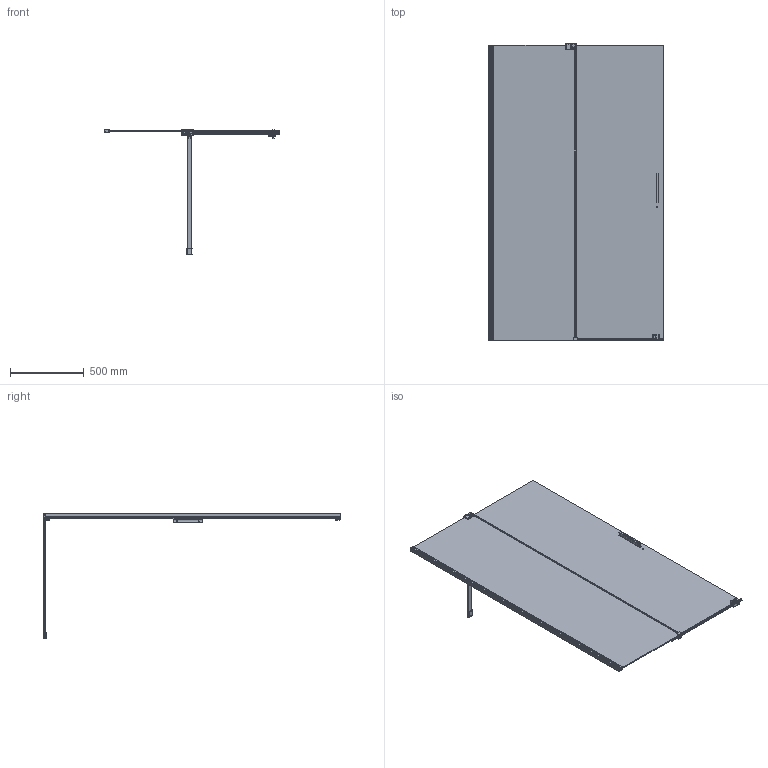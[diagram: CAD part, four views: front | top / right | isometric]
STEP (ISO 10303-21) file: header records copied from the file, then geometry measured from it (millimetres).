
FILE_DESCRIPTION (( 'STEP AP203' ), '1' );
FILE_NAME ('307-8Y1061.STEP', '2024-03-30T03:06:24', ( '' ), ( '' ), 'SwSTEP 2.0', 'SolidWorks 2015', '' );
FILE_SCHEMA (( 'CONFIG_CONTROL_DESIGN' ));
Length unit declared in the file: millimetre
Products named in the file (45): S8Y106102賑謫綴裔; W8Y106103痄雄賑輸裔啣; 狟 絳 寢8Y1061; 200臏磁踢嶺忒2党蜊; 307-8Y1061; 032-01; 錨璃25^ZZT8Y1061狟賑謫; 熬涾衡薜; 200臏磁踢嶺忒1党蜊; 菜えB; ZPT-200臏磁踢嶺忒党蜊; 苤粣創; 錨璃1^陔蚾饜极22; hexagon socket button head screws gb_GB_SOCKET_TYPE7 M4X8-S; 錨璃3^ZZT 8Y1061; 狟賑謫菜え2; 賑謫; 錨璃26^ZZT8Y1061狟賑謫; 狟賑謫菜え1; 痄藷 8Y1061; 陔蚾饜极22; 臏磁踢嶺忒蝶沭; W8Y106101痄雄賑輸; 056a___051饜8Y1061; W8Y106102嶺裝芛; 狟賑輸黑芛; ZZT嶺裝芛蚾饜极; W8Y106106狟賑謫綴裔啣; ZZT8Y1061狟賑謫; S8Y106101賑雄輸裔啣; AW8Y106104L  R狟賑輸; F倰蝶沭導4; S215211泂Х沭蚾庉裔; 051-06嶺裝釱; 嘐隅產薛ZZT 8Y1061; ZZT賑雄輸; 瑞梦思拉手064-05修改; 8Y1061L218207; 8Y1061L215204; 不锈钢零件1^ZZT8Y1061下滑轮 ...
Assembly tree (53 placements, depth 4):
  307-8Y1061
    嘐隅產薛ZZT 8Y1061
    ZZT嶺裝芛蚾饜极
      056a___051饜8Y1061
        W8Y106102嶺裝芛
        S8Y106101賑雄輸裔啣
        W8Y106103痄雄賑輸裔啣
      菜えB
      菜えA
    ZZT賑雄輸
      W8Y106101痄雄賑輸
      S8Y106101賑雄輸裔啣  x2
      苤粣創
      W8Y106103痄雄賑輸裔啣
      菜えB
      菜えA
      熬涾衡薜  x4
    痄藷 8Y1061
    狟賑輸黑芛
    狟 絳 寢8Y1061
    陔蚾饜极22
      ZZT8Y1061狟賑謫
        W8Y106105賑謫俋欶
        賑謫
        W8Y106106狟賑謫綴裔啣
        不锈钢零件1^ZZT8Y1061下滑轮
      S8Y106102賑謫綴裔
      狟賑謫菜え2
      狟賑謫菜え1
    S8Y106103L   R結阨桋猾芛
    W8Y106103痄雄賑輸裔啣
    F倰蝶沭導4
    8Y1061L215204
    8Y1061L218207
    AW8Y106104L  R狟賑輸
    S215211泂Х沭蚾庉裔
    熬涾衡薜
    032-01
    051-06嶺裝釱
    hexagon socket button head screws gb_GB_SOCKET_TYPE7 M4X8-S  x2
    hex socket set screws with flat point gb_GB_FASTENER_SCREWS_HSFP M4X4-S  x2
    ZPT-200臏磁踢嶺忒党蜊
      200臏磁踢嶺忒1党蜊
      200臏磁踢嶺忒2党蜊
      瑞梦思拉手064-05修改  x2
      臏磁踢嶺忒蝶沭  x2
  錨璃25^ZZT8Y1061狟賑謫
  錨璃1^陔蚾饜极22
  錨璃3^ZZT 8Y1061
  錨璃26^ZZT8Y1061狟賑謫
Bounding box: 1180.2 x 2011.85 x 851.55 mm (x, y, z)
Volume: 20477898.7 mm3; surface area: 6196609.6 mm2
Topology: 47 solids, 47 shells, 1587 faces, 3903 edges, 2376 vertices
Faces by surface type: plane 673, cylinder 602, cone 236, sphere 38, torus 32, bspline 6
Entity records: 40800 total; most frequent: CARTESIAN_POINT 6791, DIRECTION 6389, ORIENTED_EDGE 5886, EDGE_CURVE 2943, AXIS2_PLACEMENT_3D 2308, VERTEX_POINT 1849, LINE 1773, VECTOR 1773
